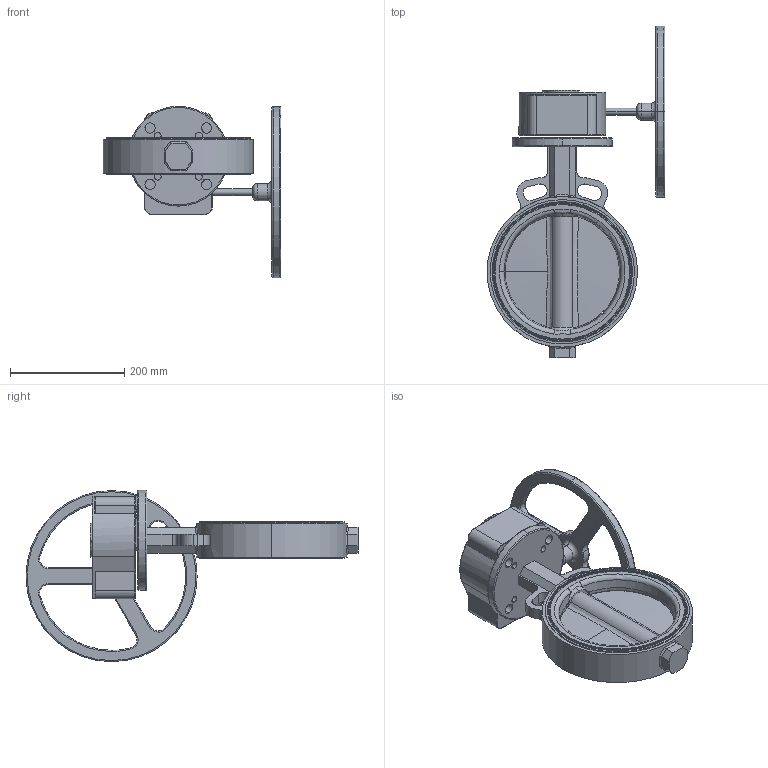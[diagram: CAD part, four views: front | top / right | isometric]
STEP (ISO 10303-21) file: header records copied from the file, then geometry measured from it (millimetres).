
FILE_DESCRIPTION (( 'STEP AP214' ), '1' );
FILE_NAME ('NS-0800-WAFER-GEAR.step', '2019-03-07T20:55:29', ( '' ), ( '' ), 'SwSTEP 2.0', 'SolidWorks 2019', '' );
FILE_SCHEMA (( 'AUTOMOTIVE_DESIGN' ));
Length unit declared in the file: inch
Products named in the file (1): NS-0800-WAFER-GEAR
Bounding box: 312 x 582 x 300.5 mm (x, y, z)
Surface area: 466127.2 mm2 (no closed solid volume)
Topology: 0 solids, 5 shells, 333 faces, 872 edges, 547 vertices
Faces by surface type: cylinder 123, torus 88, plane 73, bspline 31, cone 18
Entity records: 19310 total; most frequent: CARTESIAN_POINT 6816, DIRECTION 1775, ORIENTED_EDGE 1658, EDGE_CURVE 872, AXIS2_PLACEMENT_3D 754, VERTEX_POINT 547, CIRCLE 451, EDGE_LOOP 380
